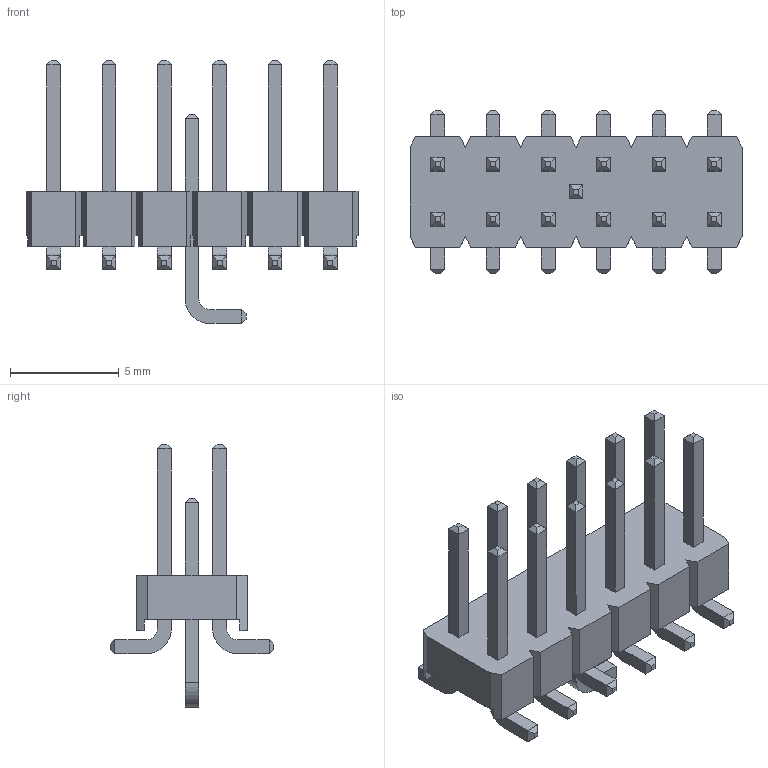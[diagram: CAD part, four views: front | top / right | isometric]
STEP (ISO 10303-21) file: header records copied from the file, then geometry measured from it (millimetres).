
FILE_DESCRIPTION( ( 'Unknown' ), '1' );
FILE_NAME( '61001221121.stp', 'Unknown', ( 'Unknown' ), ( 'Unknown' ), 'PSStep 14.0', 'Unknown', ' ' );
FILE_SCHEMA( ( 'AUTOMOTIVE_DESIGN { 1 0 10303 214 1 1 1 1 }' ) );
Length unit declared in the file: millimetre
Products named in the file (3): Assem1; 6100xx21121_PIN; 61001221121
Bounding box: 15.24 x 7.5 x 12.07 mm (x, y, z)
Volume: 358.4 mm3; surface area: 1040.2 mm2
Topology: 15 solids, 15 shells, 458 faces, 1180 edges, 752 vertices
Faces by surface type: plane 432, cylinder 26
Entity records: 5330 total; most frequent: CARTESIAN_POINT 758, ORIENTED_EDGE 740, DIRECTION 662, EDGE_CURVE 370, LINE 366, VECTOR 366, VERTEX_POINT 244, EDGE_LOOP 154
